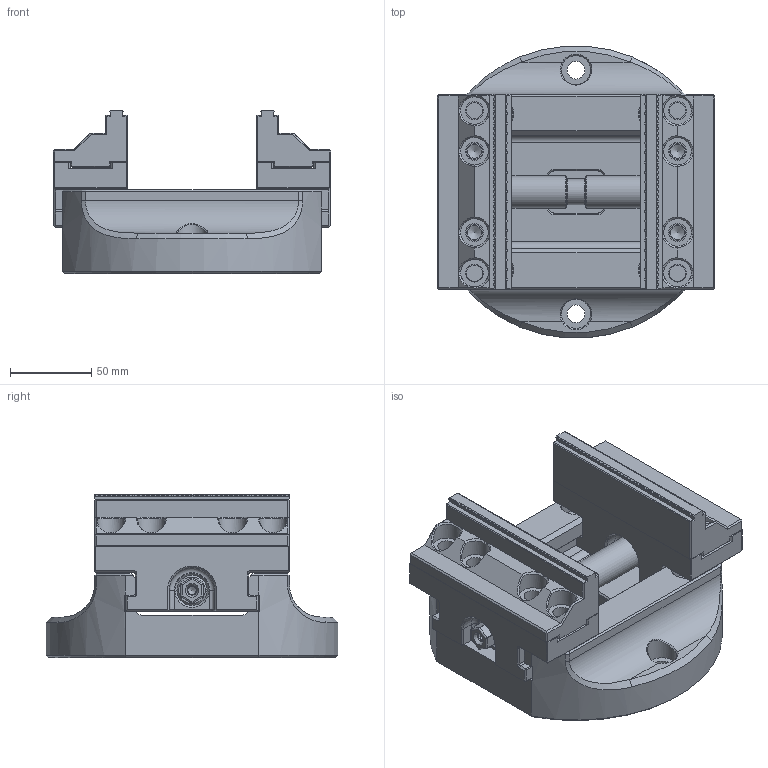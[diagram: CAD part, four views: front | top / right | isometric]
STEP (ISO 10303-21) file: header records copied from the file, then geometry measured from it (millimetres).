
FILE_DESCRIPTION(/* description */ (''),/* implementation_level */ '2;1');
FILE_NAME(/* name */ '',/* time_stamp */ '2022-10-15T16:24:14+08:00',/* author */ (''),/* organization */ (''),/* preprocessor_version */ 'ST-DEVELOPER v11',/* originating_system */ 'SIEMENS PLM Software NX 7.0',/* authorisation */ '');
FILE_SCHEMA (('CONFIG_CONTROL_DESIGN'));
Length unit declared in the file: millimetre
Products named in the file (1): Admi1A9Cj0vi
Bounding box: 171 x 179.44 x 100.5 mm (x, y, z)
Volume: 1258176.1 mm3; surface area: 203209.9 mm2
Topology: 6 solids, 6 shells, 1319 faces, 3671 edges, 2403 vertices
Faces by surface type: plane 749, cylinder 454, cone 78, bspline 22, torus 8, extrusion 8
Full cylindrical faces by diameter (mm): 5 x9, 5.1 x1, 6 x5, 6.7 x6, 8 x6, 8.7 x4, 10 x8, 11 x14, 12 x4, 16 x1, 16.005 x4, 17 x8, 18 x6, 18.6 x2, 19.9 x2
Entity records: 47620 total; most frequent: CARTESIAN_POINT 15217, ORIENTED_EDGE 6954, DIRECTION 6236, EDGE_CURVE 3477, VERTEX_POINT 2345, AXIS2_PLACEMENT_3D 2136, VECTOR 1964, LINE 1956
